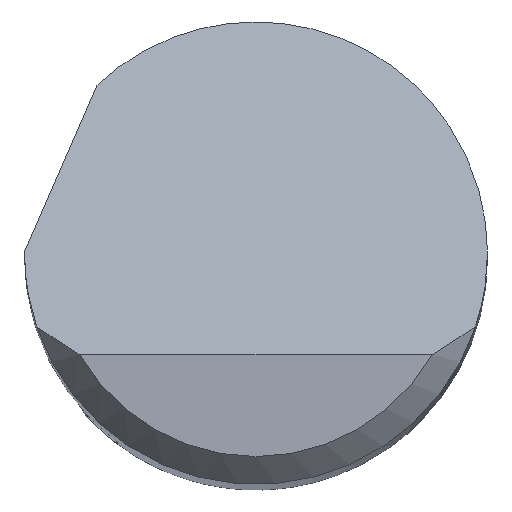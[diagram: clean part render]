
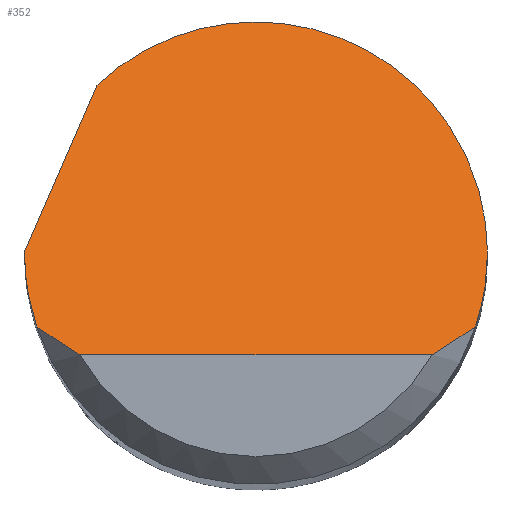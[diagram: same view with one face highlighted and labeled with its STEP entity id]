
A CAD part, top view. The second image highlights one B-rep face of the part: STEP entity #352.
In plain terms, the highlighted planar face has unit normal (0, 0.707, 0.707).
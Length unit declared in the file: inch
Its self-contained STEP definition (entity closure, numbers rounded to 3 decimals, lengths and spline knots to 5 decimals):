
#5 = CARTESIAN_POINT ( 'NONE',  ( -0.125, -0.055, 2. ) ) ;
#7 = B_SPLINE_CURVE_WITH_KNOTS ( 'NONE', 3,
 ( #469, #58, #517, #329 ),
 .UNSPECIFIED., .F., .F.,
 ( 4, 4 ),
 ( 0., 0.0008 ),
 .UNSPECIFIED. ) ;
#10 = DIRECTION ( 'NONE',  ( 1., 0., 0. ) ) ;
#23 = CARTESIAN_POINT ( 'NONE',  ( -0.125, 0.00033, 1.94467 ) ) ;
#35 = CARTESIAN_POINT ( 'NONE',  ( 0.11843, -0.04, 1.985 ) ) ;
#54 = CARTESIAN_POINT ( 'NONE',  ( -0.11843, -0.04, 1.985 ) ) ;
#58 = CARTESIAN_POINT ( 'NONE',  ( -0.11107, -0.04528, 1.99028 ) ) ;
#70 = ORIENTED_EDGE ( 'NONE', *, *, #857, .T. ) ;
#76 = LINE ( 'NONE', #136, #247 ) ;
#87 = CARTESIAN_POINT ( 'NONE',  ( -0.125, 0.00067, 1.94433 ) ) ;
#93 = CARTESIAN_POINT ( 'NONE',  ( -0.09526, -0.055, 2. ) ) ;
#94 = CARTESIAN_POINT ( 'NONE',  ( 0.12279, -0.02708, 1.97208 ) ) ;
#105 = ORIENTED_EDGE ( 'NONE', *, *, #330, .F. ) ;
#115 = LINE ( 'NONE', #714, #526 ) ;
#136 = CARTESIAN_POINT ( 'NONE',  ( 0., -0.055, 2. ) ) ;
#146 = ORIENTED_EDGE ( 'NONE', *, *, #267, .T. ) ;
#157 = CARTESIAN_POINT ( 'NONE',  ( 0.00727, 0.1789, 1.7661 ) ) ;
#211 = VERTEX_POINT ( 'NONE', #715 ) ;
#247 = VECTOR ( 'NONE', #10, 39.37008 ) ;
#251 = CARTESIAN_POINT ( 'NONE',  ( 0.125, 0., 1.945 ) ) ;
#267 = EDGE_CURVE ( 'NONE', #683, #763, #76, .T. ) ;
#273 = CARTESIAN_POINT ( 'NONE',  ( -0.11843, -0.04, 1.985 ) ) ;
#277 = CARTESIAN_POINT ( 'NONE',  ( -0.125, -0.01363, 1.95863 ) ) ;
#280 = CARTESIAN_POINT ( 'NONE',  ( -0.08588, 0.09083, 1.85417 ) ) ;
#286 = CARTESIAN_POINT ( 'NONE',  ( 0.11107, -0.04528, 1.99028 ) ) ;
#314 = VERTEX_POINT ( 'NONE', #473 ) ;
#329 = CARTESIAN_POINT ( 'NONE',  ( -0.09526, -0.055, 2. ) ) ;
#330 = EDGE_CURVE ( 'NONE', #550, #314, #356, .T. ) ;
#352 = ADVANCED_FACE ( 'NONE', ( #603 ), #814, .F. ) ;
#356 =( BOUNDED_CURVE ( )  B_SPLINE_CURVE ( 3, ( #273, #802, #277, #806 ),
 .UNSPECIFIED., .F., .F. ) 
 B_SPLINE_CURVE_WITH_KNOTS ( ( 4, 4 ),
 ( 4.38666, 4.71239 ),
 .UNSPECIFIED. ) 
 CURVE ( )  GEOMETRIC_REPRESENTATION_ITEM ( )  RATIONAL_B_SPLINE_CURVE ( ( 1., 0.991, 0.991, 1. ) ) 
 REPRESENTATION_ITEM ( '' )  );
#380 = DIRECTION ( 'NONE',  ( 0.294, 0.676, -0.676 ) ) ;
#393 = ORIENTED_EDGE ( 'NONE', *, *, #478, .T. ) ;
#413 = EDGE_CURVE ( 'NONE', #314, #838, #537, .T. ) ;
#423 = CARTESIAN_POINT ( 'NONE',  ( 0.125, 0., 1.945 ) ) ;
#425 = AXIS2_PLACEMENT_3D ( 'NONE', #5, #748, #596 ) ;
#452 =( BOUNDED_CURVE ( )  B_SPLINE_CURVE ( 3, ( #568, #693, #94, #625 ),
 .UNSPECIFIED., .F., .F. ) 
 B_SPLINE_CURVE_WITH_KNOTS ( ( 4, 4 ),
 ( 1.5708, 1.89653 ),
 .UNSPECIFIED. ) 
 CURVE ( )  GEOMETRIC_REPRESENTATION_ITEM ( )  RATIONAL_B_SPLINE_CURVE ( ( 1., 0.991, 0.991, 1. ) ) 
 REPRESENTATION_ITEM ( '' )  );
#455 = ORIENTED_EDGE ( 'NONE', *, *, #689, .F. ) ;
#469 = CARTESIAN_POINT ( 'NONE',  ( -0.11843, -0.04, 1.985 ) ) ;
#473 = CARTESIAN_POINT ( 'NONE',  ( -0.125, 0., 1.945 ) ) ;
#478 = EDGE_CURVE ( 'NONE', #763, #211, #600, .T. ) ;
#482 = EDGE_CURVE ( 'NONE', #613, #211, #452, .T. ) ;
#488 = CARTESIAN_POINT ( 'NONE',  ( 0.10339, -0.05031, 1.99531 ) ) ;
#490 = CARTESIAN_POINT ( 'NONE',  ( -0.125, 0., 1.945 ) ) ;
#494 = CARTESIAN_POINT ( 'NONE',  ( -0.125, 0.001, 1.944 ) ) ;
#506 = ORIENTED_EDGE ( 'NONE', *, *, #566, .F. ) ;
#517 = CARTESIAN_POINT ( 'NONE',  ( -0.10339, -0.05031, 1.99531 ) ) ;
#526 = VECTOR ( 'NONE', #380, 39.37008 ) ;
#537 =( BOUNDED_CURVE ( )  B_SPLINE_CURVE ( 3, ( #490, #23, #87, #494 ),
 .UNSPECIFIED., .F., .F. ) 
 B_SPLINE_CURVE_WITH_KNOTS ( ( 4, 4 ),
 ( 4.71239, 4.72039 ),
 .UNSPECIFIED. ) 
 CURVE ( )  GEOMETRIC_REPRESENTATION_ITEM ( )  RATIONAL_B_SPLINE_CURVE ( ( 1., 1., 1., 1. ) ) 
 REPRESENTATION_ITEM ( '' )  );
#545 = CARTESIAN_POINT ( 'NONE',  ( 0.125, 0.12819, 1.81681 ) ) ;
#550 = VERTEX_POINT ( 'NONE', #54 ) ;
#566 = EDGE_CURVE ( 'NONE', #838, #757, #115, .T. ) ;
#568 = CARTESIAN_POINT ( 'NONE',  ( 0.125, 0., 1.945 ) ) ;
#596 = DIRECTION ( 'NONE',  ( 0., 0.707, -0.707 ) ) ;
#600 = B_SPLINE_CURVE_WITH_KNOTS ( 'NONE', 3,
 ( #821, #488, #286, #35 ),
 .UNSPECIFIED., .F., .F.,
 ( 4, 4 ),
 ( 0., 0.0008 ),
 .UNSPECIFIED. ) ;
#603 = FACE_OUTER_BOUND ( 'NONE', #777, .T. ) ;
#613 = VERTEX_POINT ( 'NONE', #251 ) ;
#625 = CARTESIAN_POINT ( 'NONE',  ( 0.11843, -0.04, 1.985 ) ) ;
#683 = VERTEX_POINT ( 'NONE', #93 ) ;
#689 = EDGE_CURVE ( 'NONE', #757, #613, #809, .T. ) ;
#693 = CARTESIAN_POINT ( 'NONE',  ( 0.125, -0.01363, 1.95863 ) ) ;
#695 = ORIENTED_EDGE ( 'NONE', *, *, #413, .F. ) ;
#714 = CARTESIAN_POINT ( 'NONE',  ( -0.14727, -0.05015, 1.99515 ) ) ;
#715 = CARTESIAN_POINT ( 'NONE',  ( 0.11843, -0.04, 1.985 ) ) ;
#740 = CARTESIAN_POINT ( 'NONE',  ( -0.08588, 0.09083, 1.85417 ) ) ;
#748 = DIRECTION ( 'NONE',  ( 0., -0.707, -0.707 ) ) ;
#753 = CARTESIAN_POINT ( 'NONE',  ( 0.09526, -0.055, 2. ) ) ;
#757 = VERTEX_POINT ( 'NONE', #740 ) ;
#763 = VERTEX_POINT ( 'NONE', #753 ) ;
#777 = EDGE_LOOP ( 'NONE', ( #146, #393, #862, #455, #506, #695, #105, #70 ) ) ;
#802 = CARTESIAN_POINT ( 'NONE',  ( -0.12279, -0.02708, 1.97208 ) ) ;
#806 = CARTESIAN_POINT ( 'NONE',  ( -0.125, 0., 1.945 ) ) ;
#809 =( BOUNDED_CURVE ( )  B_SPLINE_CURVE ( 3, ( #280, #157, #545, #423 ),
 .UNSPECIFIED., .F., .F. ) 
 B_SPLINE_CURVE_WITH_KNOTS ( ( 4, 4 ),
 ( 5.52582, 7.85398 ),
 .UNSPECIFIED. ) 
 CURVE ( )  GEOMETRIC_REPRESENTATION_ITEM ( )  RATIONAL_B_SPLINE_CURVE ( ( 1., 0.597, 0.597, 1. ) ) 
 REPRESENTATION_ITEM ( '' )  );
#814 = PLANE ( 'NONE',  #425 ) ;
#821 = CARTESIAN_POINT ( 'NONE',  ( 0.09526, -0.055, 2. ) ) ;
#838 = VERTEX_POINT ( 'NONE', #839 ) ;
#839 = CARTESIAN_POINT ( 'NONE',  ( -0.125, 0.001, 1.944 ) ) ;
#857 = EDGE_CURVE ( 'NONE', #550, #683, #7, .T. ) ;
#862 = ORIENTED_EDGE ( 'NONE', *, *, #482, .F. ) ;
